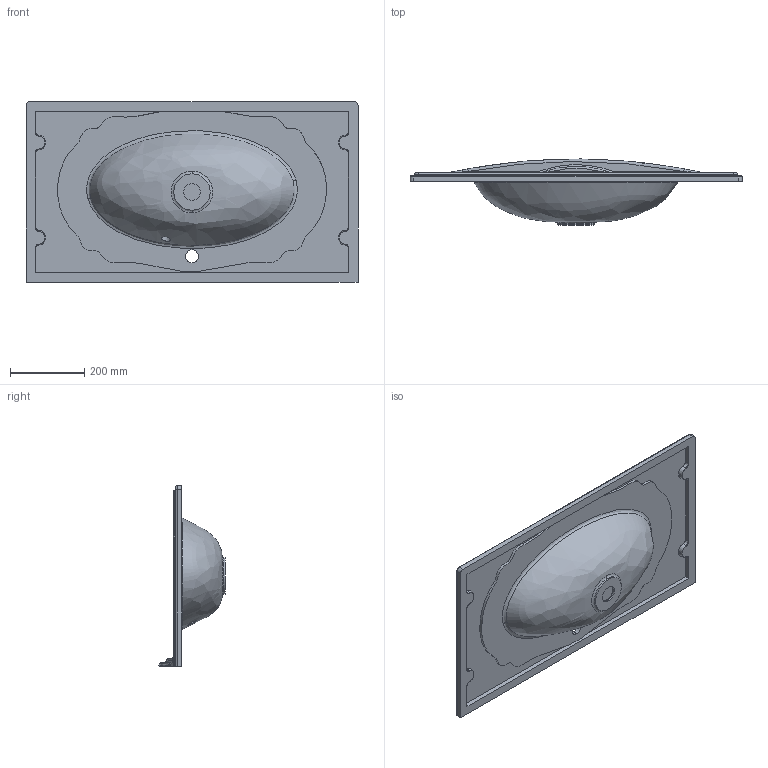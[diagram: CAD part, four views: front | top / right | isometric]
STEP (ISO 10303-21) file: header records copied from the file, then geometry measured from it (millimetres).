
FILE_DESCRIPTION (( 'STEP AP214' ), '1' );
FILE_NAME ('Harmony.STEP', '2019-12-03T09:19:14', ( '' ), ( '' ), 'SwSTEP 2.0', 'SolidWorks 2018', '' );
FILE_SCHEMA (( 'AUTOMOTIVE_DESIGN' ));
Length unit declared in the file: millimetre
Products named in the file (1): Harmony
Bounding box: 896 x 178.6 x 487 mm (x, y, z)
Volume: 7430940.3 mm3; surface area: 1121708.5 mm2
Topology: 1 solids, 1 shells, 125 faces, 316 edges, 198 vertices
Faces by surface type: plane 37, cylinder 36, bspline 30, torus 12, cone 8, sphere 2
Entity records: 15185 total; most frequent: CARTESIAN_POINT 12361, ORIENTED_EDGE 624, DIRECTION 523, EDGE_CURVE 312, AXIS2_PLACEMENT_3D 200, VERTEX_POINT 198, EDGE_LOOP 138, ADVANCED_FACE 125
